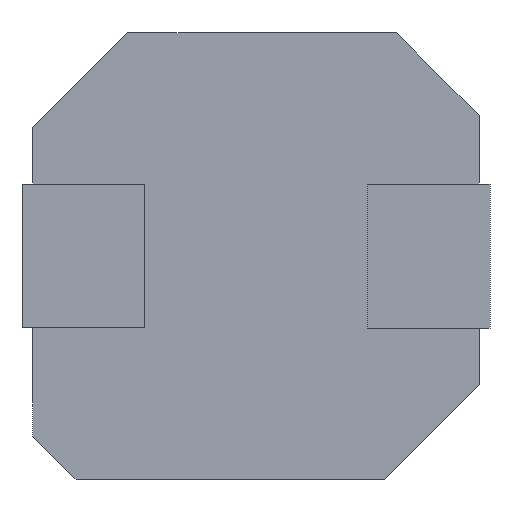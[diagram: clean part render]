
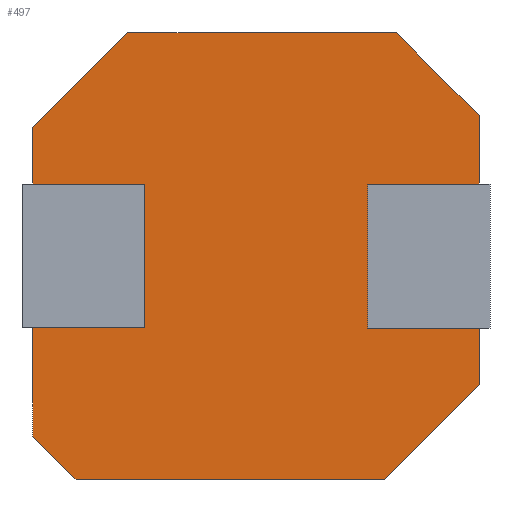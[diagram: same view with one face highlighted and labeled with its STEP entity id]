
A CAD part, front view. The second image highlights one B-rep face of the part: STEP entity #497.
In plain terms, the highlighted planar face has unit normal (0, -1, 0).
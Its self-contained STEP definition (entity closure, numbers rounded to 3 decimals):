
#36=FACE_OUTER_BOUND('',#63,.T.);
#63=EDGE_LOOP('',(#349,#350,#351,#352,#353,#354,#355,#356,#357,#358,#359,
#360,#361,#362,#363,#364));
#81=LINE('',#694,#143);
#85=LINE('',#703,#147);
#93=LINE('',#728,#155);
#94=LINE('',#732,#156);
#101=LINE('',#746,#163);
#102=LINE('',#750,#164);
#106=LINE('',#759,#168);
#107=LINE('',#760,#169);
#108=LINE('',#761,#170);
#109=LINE('',#763,#171);
#110=LINE('',#765,#172);
#111=LINE('',#766,#173);
#112=LINE('',#767,#174);
#113=LINE('',#768,#175);
#114=LINE('',#770,#176);
#115=LINE('',#771,#177);
#143=VECTOR('',#566,1000.);
#147=VECTOR('',#572,1000.);
#155=VECTOR('',#596,1000.);
#156=VECTOR('',#599,1000.);
#163=VECTOR('',#608,1000.);
#164=VECTOR('',#611,1000.);
#168=VECTOR('',#619,1000.);
#169=VECTOR('',#620,1000.);
#170=VECTOR('',#621,1000.);
#171=VECTOR('',#622,1000.);
#172=VECTOR('',#623,1000.);
#173=VECTOR('',#624,1000.);
#174=VECTOR('',#625,1000.);
#175=VECTOR('',#626,1000.);
#176=VECTOR('',#627,1000.);
#177=VECTOR('',#628,1000.);
#205=VERTEX_POINT('',#691);
#206=VERTEX_POINT('',#693);
#209=VERTEX_POINT('',#700);
#210=VERTEX_POINT('',#702);
#217=VERTEX_POINT('',#722);
#219=VERTEX_POINT('',#726);
#220=VERTEX_POINT('',#730);
#221=VERTEX_POINT('',#731);
#225=VERTEX_POINT('',#740);
#227=VERTEX_POINT('',#744);
#228=VERTEX_POINT('',#748);
#229=VERTEX_POINT('',#749);
#232=VERTEX_POINT('',#758);
#233=VERTEX_POINT('',#762);
#234=VERTEX_POINT('',#764);
#235=VERTEX_POINT('',#769);
#249=EDGE_CURVE('',#205,#206,#81,.T.);
#253=EDGE_CURVE('',#209,#210,#85,.T.);
#265=EDGE_CURVE('',#219,#217,#93,.T.);
#266=EDGE_CURVE('',#220,#221,#94,.T.);
#273=EDGE_CURVE('',#227,#225,#101,.T.);
#274=EDGE_CURVE('',#228,#229,#102,.T.);
#278=EDGE_CURVE('',#232,#225,#106,.T.);
#279=EDGE_CURVE('',#227,#221,#107,.T.);
#280=EDGE_CURVE('',#220,#210,#108,.T.);
#281=EDGE_CURVE('',#209,#233,#109,.T.);
#282=EDGE_CURVE('',#233,#234,#110,.T.);
#283=EDGE_CURVE('',#234,#217,#111,.T.);
#284=EDGE_CURVE('',#219,#229,#112,.T.);
#285=EDGE_CURVE('',#228,#206,#113,.T.);
#286=EDGE_CURVE('',#205,#235,#114,.T.);
#287=EDGE_CURVE('',#235,#232,#115,.T.);
#349=ORIENTED_EDGE('',*,*,#278,.T.);
#350=ORIENTED_EDGE('',*,*,#273,.F.);
#351=ORIENTED_EDGE('',*,*,#279,.T.);
#352=ORIENTED_EDGE('',*,*,#266,.F.);
#353=ORIENTED_EDGE('',*,*,#280,.T.);
#354=ORIENTED_EDGE('',*,*,#253,.F.);
#355=ORIENTED_EDGE('',*,*,#281,.T.);
#356=ORIENTED_EDGE('',*,*,#282,.T.);
#357=ORIENTED_EDGE('',*,*,#283,.T.);
#358=ORIENTED_EDGE('',*,*,#265,.F.);
#359=ORIENTED_EDGE('',*,*,#284,.T.);
#360=ORIENTED_EDGE('',*,*,#274,.F.);
#361=ORIENTED_EDGE('',*,*,#285,.T.);
#362=ORIENTED_EDGE('',*,*,#249,.F.);
#363=ORIENTED_EDGE('',*,*,#286,.T.);
#364=ORIENTED_EDGE('',*,*,#287,.T.);
#454=PLANE('',#542);
#497=ADVANCED_FACE('',(#36),#454,.F.);
#542=AXIS2_PLACEMENT_3D('',#757,#617,#618);
#566=DIRECTION('',(0.,0.,1.));
#572=DIRECTION('',(0.,0.,-1.));
#596=DIRECTION('',(0.,0.,-1.));
#599=DIRECTION('',(-1.,0.,0.));
#608=DIRECTION('',(0.,0.,1.));
#611=DIRECTION('',(1.,0.,0.));
#617=DIRECTION('center_axis',(0.,1.,0.));
#618=DIRECTION('ref_axis',(0.,0.,1.));
#619=DIRECTION('',(-1.,0.,0.));
#620=DIRECTION('',(0.707,0.,-0.707));
#621=DIRECTION('',(0.707,0.,0.707));
#622=DIRECTION('',(-1.,0.,0.));
#623=DIRECTION('',(0.,0.,1.));
#624=DIRECTION('',(1.,0.,0.));
#625=DIRECTION('',(-0.707,0.,0.707));
#626=DIRECTION('',(-0.707,0.,-0.707));
#627=DIRECTION('',(1.,0.,0.));
#628=DIRECTION('',(0.,0.,-1.));
#691=CARTESIAN_POINT('',(-3.1,0.,1.));
#693=CARTESIAN_POINT('',(-3.1,0.,1.779));
#694=CARTESIAN_POINT('',(-3.1,0.,-3.1));
#700=CARTESIAN_POINT('',(3.1,0.,-1.));
#702=CARTESIAN_POINT('',(3.1,0.,-1.779));
#703=CARTESIAN_POINT('',(3.1,0.,-3.1));
#722=CARTESIAN_POINT('',(3.1,0.,1.));
#726=CARTESIAN_POINT('',(3.1,0.,1.95));
#728=CARTESIAN_POINT('',(3.1,0.,-3.1));
#730=CARTESIAN_POINT('',(1.779,0.,-3.1));
#731=CARTESIAN_POINT('',(-2.5,0.,-3.1));
#732=CARTESIAN_POINT('',(-3.1,0.,-3.1));
#740=CARTESIAN_POINT('',(-3.1,0.,-1.));
#744=CARTESIAN_POINT('',(-3.1,0.,-2.5));
#746=CARTESIAN_POINT('',(-3.1,0.,-3.1));
#748=CARTESIAN_POINT('',(-1.779,0.,3.1));
#749=CARTESIAN_POINT('',(1.95,0.,3.1));
#750=CARTESIAN_POINT('',(-3.1,0.,3.1));
#757=CARTESIAN_POINT('Origin',(0.,0.,0.));
#758=CARTESIAN_POINT('',(-1.55,0.,-1.));
#759=CARTESIAN_POINT('',(-1.55,0.,-1.));
#760=CARTESIAN_POINT('',(-2.5,0.,-3.1));
#761=CARTESIAN_POINT('',(1.779,0.,-3.1));
#762=CARTESIAN_POINT('',(1.55,0.,-1.));
#763=CARTESIAN_POINT('',(1.55,0.,-1.));
#764=CARTESIAN_POINT('',(1.55,0.,1.));
#765=CARTESIAN_POINT('',(1.55,0.,1.));
#766=CARTESIAN_POINT('',(1.55,0.,1.));
#767=CARTESIAN_POINT('',(1.95,0.,3.1));
#768=CARTESIAN_POINT('',(-3.1,0.,1.779));
#769=CARTESIAN_POINT('',(-1.55,0.,1.));
#770=CARTESIAN_POINT('',(-1.55,0.,1.));
#771=CARTESIAN_POINT('',(-1.55,0.,-1.));
